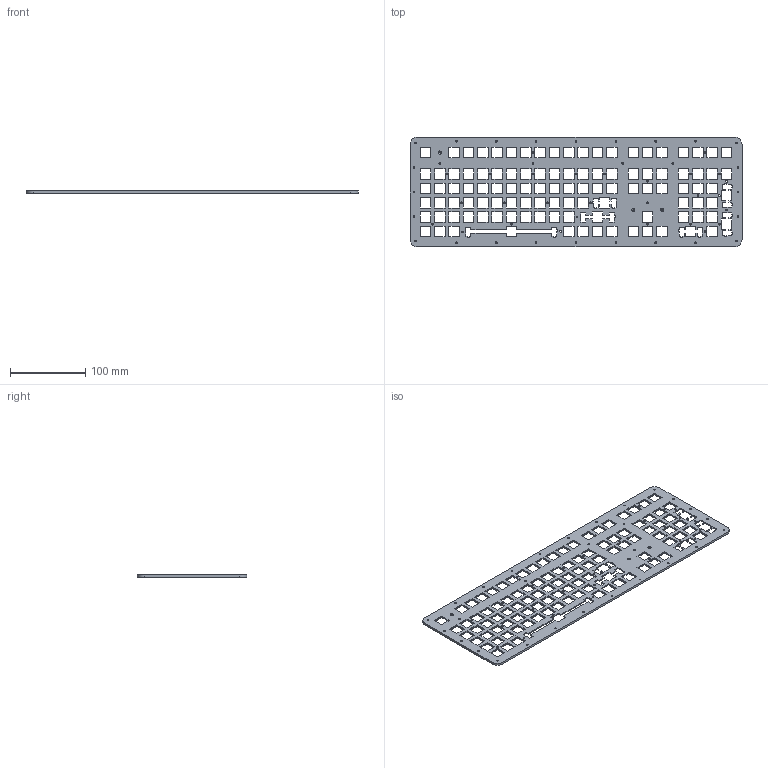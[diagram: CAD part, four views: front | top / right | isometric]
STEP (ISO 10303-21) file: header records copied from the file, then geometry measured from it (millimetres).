
FILE_DESCRIPTION(('HOOPS Exchange Step'),'2;1');
FILE_NAME('temp_export','2023-12-12T15:50:26-05:00',('jscotto'),('Shapr3D Limited'),'HOOPS Exchange 2023.2','Shapr3D','Authorized');
FILE_SCHEMA( ('AUTOMOTIVE_DESIGN { 1 0 10303 214 1 1 1 1 }') );
Length unit declared in the file: millimetre
Products named in the file (1): Plate (Middle)
Bounding box: 441.1 x 145.82 x 3 mm (x, y, z)
Volume: 112956.6 mm3; surface area: 107424.6 mm2
Topology: 1 solids, 1 shells, 1289 faces, 3590 edges, 2407 vertices
Faces by surface type: plane 1168, cylinder 113, cone 8
Full cylindrical faces by diameter (mm): 2.2 x59, 3.6 x1
Entity records: 41447 total; most frequent: CARTESIAN_POINT 7287, ORIENTED_EDGE 7180, DIRECTION 6453, EDGE_CURVE 3590, VECTOR 3307, LINE 3307, VERTEX_POINT 2407, EDGE_LOOP 1727
